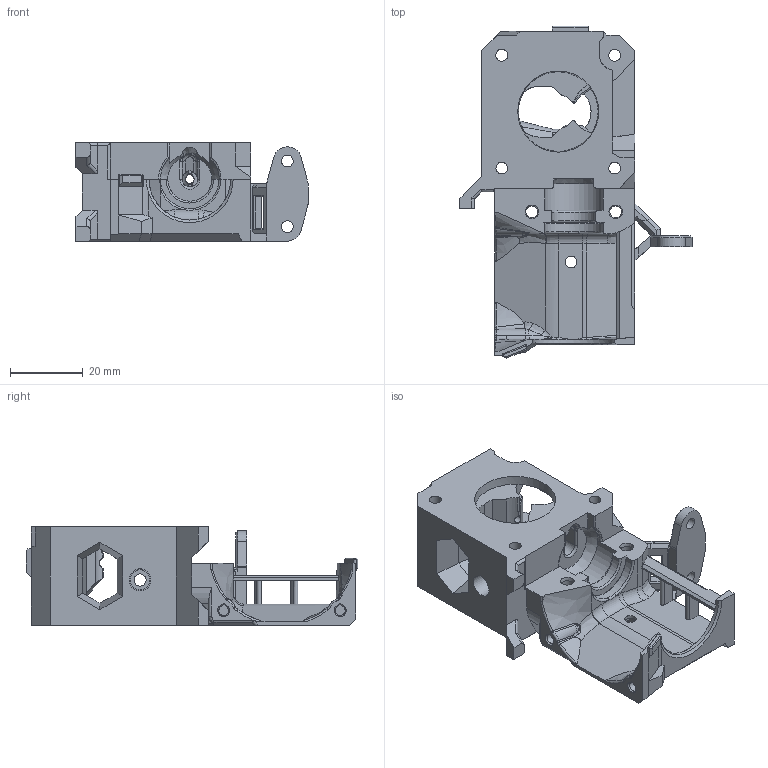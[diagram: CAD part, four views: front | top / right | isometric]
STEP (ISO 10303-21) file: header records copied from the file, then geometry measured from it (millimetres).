
FILE_DESCRIPTION(/* description */ (''),/* implementation_level */ '2;1');
FILE_NAME(/* name */ 'Bear_1-0-0_MK3S_Body_BLTouch v3.step',/* time_stamp */ '2020-06-07T11:25:51-04:00',/* author */ (''),/* organization */ (''),/* preprocessor_version */ 'ST-DEVELOPER v18.1',/* originating_system */ 'Autodesk Translation Framework v9.3.0.1241',/* authorisation */ '');
FILE_SCHEMA (('AUTOMOTIVE_DESIGN { 1 0 10303 214 3 1 1 }'));
Length unit declared in the file: millimetre
Products named in the file (1): Bear_1-0-0_MK3S_Body_BLTouch
Bounding box: 63.72 x 91.12 x 27 mm (x, y, z)
Volume: 38699.3 mm3; surface area: 19598.1 mm2
Topology: 1 solids, 10 shells, 674 faces, 1813 edges, 1145 vertices
Faces by surface type: plane 425, cylinder 111, bspline 68, cone 51, torus 17, sphere 2
Full cylindrical faces by diameter (mm): 3.2 x2, 3.25 x5, 3.3 x3, 5.8 x1, 6 x1
Entity records: 23466 total; most frequent: CARTESIAN_POINT 6820, ORIENTED_EDGE 3612, DIRECTION 3270, EDGE_CURVE 1806, LINE 1158, VECTOR 1158, VERTEX_POINT 1143, AXIS2_PLACEMENT_3D 1056
